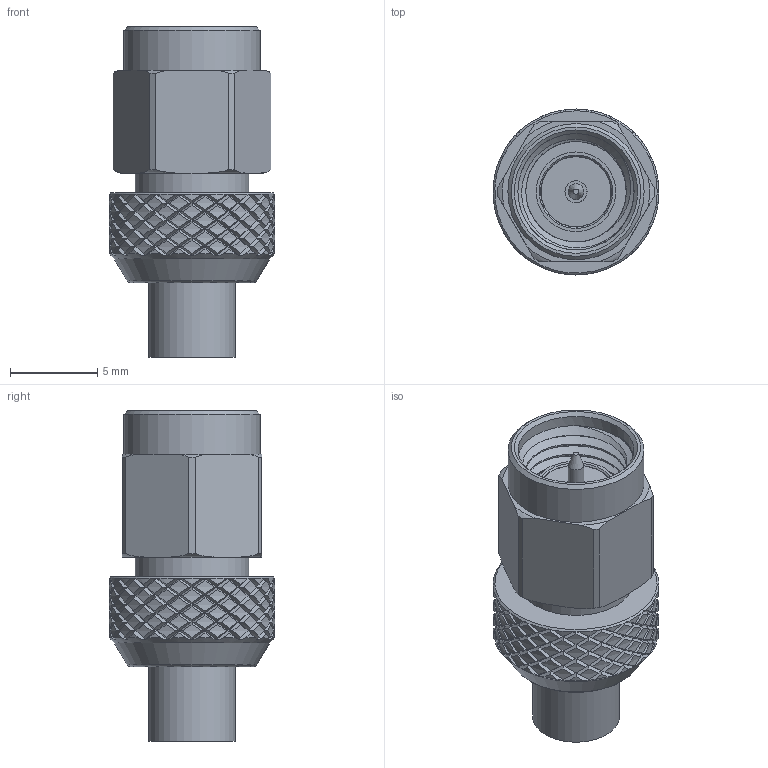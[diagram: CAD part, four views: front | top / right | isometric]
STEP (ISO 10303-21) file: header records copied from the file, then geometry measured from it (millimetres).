
FILE_DESCRIPTION(/* description */ ('Unknown'),/* implementation_level */ '2;1');
FILE_NAME(/* name */ '64403206111000',/* time_stamp */ '2024-03-19T10:00:25+01:00',/* author */ ('Unknown'),/* organization */ ('Unknown'),/* preprocessor_version */ 'ST-DEVELOPER v18.102',/* originating_system */ 'Solid Edge',/* authorisation */ 'Unknown');
FILE_SCHEMA (('AUTOMOTIVE_DESIGN {1 0 10303 214 3 1 1}'));
Length unit declared in the file: millimetre
Products named in the file (9): 64403206111000; 64403206111000_connector body; 64403206111000_insulator2; 64403206111000_insulator; 64403206111000_body; 64403206111000_center pin; 64403206111000_retainer ring; 64403206111000_shell; 64403206111000_gasket
Assembly tree (8 placements, depth 2):
  64403206111000
    64403206111000_connector body
    64403206111000_insulator2
    64403206111000_insulator
    64403206111000_body
    64403206111000_center pin
    64403206111000_retainer ring
    64403206111000_shell
    64403206111000_gasket
Bounding box: 9.5 x 9.5 x 18.93 mm (x, y, z)
Volume: 729.5 mm3; surface area: 1751.5 mm2
Topology: 8 solids, 8 shells, 1114 faces, 2469 edges, 1387 vertices
Faces by surface type: bspline 562, cylinder 297, plane 182, cone 61, torus 12
Full cylindrical faces by diameter (mm): 0.54 x1, 0.9 x1, 0.95 x1, 1 x1, 1.2 x1, 1.25 x1, 1.27 x2, 1.95 x1, 3 x1, 3.05 x1, 3.4 x1, 3.9 x1, 4 x1, 4.05 x3, 4.25 x1, 4.5 x1, 4.56 x1, 4.75 x1, 4.95 x1, 6 x1, 6.5 x2, 6.66 x6, 6.87 x1, 7 x1, 7.8 x1
Entity records: 36161 total; most frequent: CARTESIAN_POINT 18243, ORIENTED_EDGE 4772, EDGE_CURVE 2386, DIRECTION 2259, VERTEX_POINT 1361, FACE_BOUND 1191, EDGE_LOOP 1190, ADVANCED_FACE 1110
